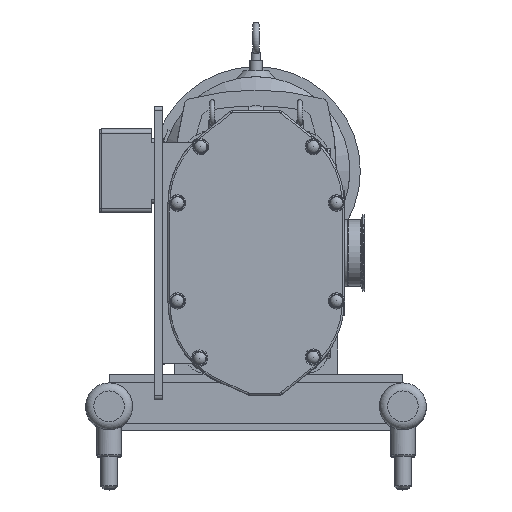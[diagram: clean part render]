
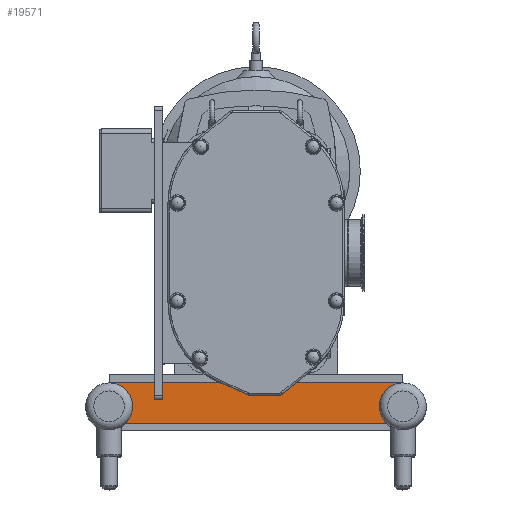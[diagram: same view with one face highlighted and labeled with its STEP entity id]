
A CAD part, top view. The second image highlights one B-rep face of the part: STEP entity #19571.
In plain terms, the highlighted planar face has unit normal (0, 0, 1).
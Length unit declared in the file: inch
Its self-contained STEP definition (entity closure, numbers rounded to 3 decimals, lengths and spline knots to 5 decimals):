
#1762=LINE('',#35372,#3194);
#1765=LINE('',#35380,#3197);
#1767=LINE('',#35384,#3199);
#1768=LINE('',#35386,#3200);
#3194=VECTOR('',#27030,0.3937);
#3197=VECTOR('',#27039,0.3937);
#3199=VECTOR('',#27043,0.3937);
#3200=VECTOR('',#27046,0.3937);
#4198=PLANE('',#21607);
#5397=FACE_OUTER_BOUND('',#6563,.T.);
#6563=EDGE_LOOP('',(#18038,#18039,#18040,#18041,#18042,#18043));
#7590=CIRCLE('',#21601,1.44);
#7591=CIRCLE('',#21604,1.44);
#9654=VERTEX_POINT('',#35364);
#9655=VERTEX_POINT('',#35366);
#9656=VERTEX_POINT('',#35370);
#9657=VERTEX_POINT('',#35374);
#9658=VERTEX_POINT('',#35378);
#9659=VERTEX_POINT('',#35382);
#12480=EDGE_CURVE('',#9655,#9654,#7590,.T.);
#12483=EDGE_CURVE('',#9654,#9656,#1762,.T.);
#12485=EDGE_CURVE('',#9656,#9657,#7591,.T.);
#12487=EDGE_CURVE('',#9657,#9658,#1765,.T.);
#12489=EDGE_CURVE('',#9659,#9655,#1767,.T.);
#12490=EDGE_CURVE('',#9658,#9659,#1768,.T.);
#18038=ORIENTED_EDGE('',*,*,#12490,.T.);
#18039=ORIENTED_EDGE('',*,*,#12489,.T.);
#18040=ORIENTED_EDGE('',*,*,#12480,.T.);
#18041=ORIENTED_EDGE('',*,*,#12483,.T.);
#18042=ORIENTED_EDGE('',*,*,#12485,.T.);
#18043=ORIENTED_EDGE('',*,*,#12487,.T.);
#19571=ADVANCED_FACE('',(#5397),#4198,.T.);
#21601=AXIS2_PLACEMENT_3D('',#35367,#27024,#27025);
#21604=AXIS2_PLACEMENT_3D('',#35376,#27034,#27035);
#21607=AXIS2_PLACEMENT_3D('',#35385,#27044,#27045);
#27024=DIRECTION('center_axis',(0.,0.,
-1.));
#27025=DIRECTION('ref_axis',(0.677,-0.736,0.));
#27030=DIRECTION('',(1.,0.,0.));
#27034=DIRECTION('center_axis',(0.,0.,
-1.));
#27035=DIRECTION('ref_axis',(-0.257,0.966,0.));
#27039=DIRECTION('',(0.,1.,0.));
#27043=DIRECTION('',(0.,-1.,0.));
#27044=DIRECTION('center_axis',(0.,0.,
1.));
#27045=DIRECTION('ref_axis',(1.,0.,0.));
#27046=DIRECTION('',(-1.,0.,0.));
#35364=CARTESIAN_POINT('',(-8.02782,-10.4475,-10.654));
#35366=CARTESIAN_POINT('',(-8.6225,-7.99854,-10.654));
#35367=CARTESIAN_POINT('Origin',(-9.0025,-9.3875,-10.654));
#35370=CARTESIAN_POINT('',(8.02282,-10.4475,-10.654));
#35372=CARTESIAN_POINT('',(8.02282,-10.4475,-10.654));
#35374=CARTESIAN_POINT('',(8.6275,-7.99585,-10.654));
#35376=CARTESIAN_POINT('Origin',(8.9975,-9.3875,-10.654));
#35378=CARTESIAN_POINT('',(8.6275,-7.95,-10.654));
#35380=CARTESIAN_POINT('',(8.6275,-7.9475,-10.654));
#35382=CARTESIAN_POINT('',(-8.6225,-7.95,-10.654));
#35384=CARTESIAN_POINT('',(-8.6225,-7.99854,-10.654));
#35385=CARTESIAN_POINT('Origin',(0.00093,-9.14383,
-10.654));
#35386=CARTESIAN_POINT('',(-0.00078,-7.95,-10.654));
